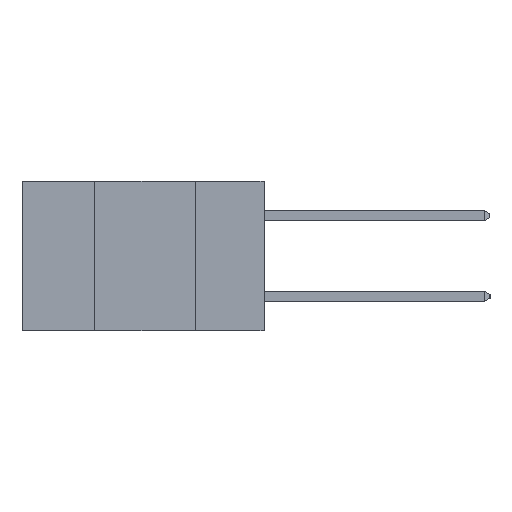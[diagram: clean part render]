
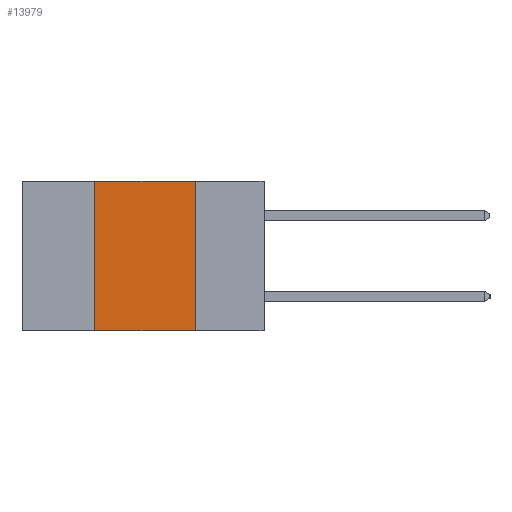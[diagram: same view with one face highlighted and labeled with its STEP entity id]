
A CAD part, left-side view. The second image highlights one B-rep face of the part: STEP entity #13979.
In plain terms, the highlighted planar face has unit normal (-1, 0, 0).
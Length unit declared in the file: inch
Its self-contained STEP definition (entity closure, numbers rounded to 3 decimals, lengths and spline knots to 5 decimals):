
#266 = DIRECTION ( 'NONE',  ( 0., 0., 1. ) ) ;
#370 = VERTEX_POINT ( 'NONE', #13973 ) ;
#1182 = CARTESIAN_POINT ( 'NONE',  ( 0., 0.6, 0. ) ) ;
#1367 = VERTEX_POINT ( 'NONE', #8068 ) ;
#1385 = VERTEX_POINT ( 'NONE', #15586 ) ;
#1638 = EDGE_LOOP ( 'NONE', ( #10888, #2607, #11376, #19879 ) ) ;
#2607 = ORIENTED_EDGE ( 'NONE', *, *, #17958, .F. ) ;
#3795 = LINE ( 'NONE', #4410, #16311 ) ;
#4410 = CARTESIAN_POINT ( 'NONE',  ( 0., 0.6, -0.37 ) ) ;
#5507 = LINE ( 'NONE', #1182, #13660 ) ;
#7249 = CARTESIAN_POINT ( 'NONE',  ( 0., 0.6, 0. ) ) ;
#7901 = DIRECTION ( 'NONE',  ( 0., -1., 0. ) ) ;
#8068 = CARTESIAN_POINT ( 'NONE',  ( 0., 0.42, -0.37 ) ) ;
#8180 = CARTESIAN_POINT ( 'NONE',  ( 0., 0.17, -0.37 ) ) ;
#8424 = VECTOR ( 'NONE', #266, 39.37008 ) ;
#8723 = AXIS2_PLACEMENT_3D ( 'NONE', #7249, #18546, #8887 ) ;
#8887 = DIRECTION ( 'NONE',  ( 0., 0., -1. ) ) ;
#8940 = CARTESIAN_POINT ( 'NONE',  ( 0., 0.17, -0.37 ) ) ;
#10888 = ORIENTED_EDGE ( 'NONE', *, *, #19015, .F. ) ;
#11376 = ORIENTED_EDGE ( 'NONE', *, *, #16873, .F. ) ;
#12715 = LINE ( 'NONE', #19806, #8424 ) ;
#12750 = VECTOR ( 'NONE', #15356, 39.37008 ) ;
#13660 = VECTOR ( 'NONE', #7901, 39.37008 ) ;
#13973 = CARTESIAN_POINT ( 'NONE',  ( 0., 0.17, 0. ) ) ;
#13979 = ADVANCED_FACE ( 'NONE', ( #20782 ), #16928, .F. ) ;
#14253 = LINE ( 'NONE', #8940, #12750 ) ;
#15356 = DIRECTION ( 'NONE',  ( 0., 0., -1. ) ) ;
#15586 = CARTESIAN_POINT ( 'NONE',  ( 0., 0.42, 0. ) ) ;
#15808 = EDGE_CURVE ( 'NONE', #1367, #15994, #3795, .T. ) ;
#15994 = VERTEX_POINT ( 'NONE', #8180 ) ;
#16311 = VECTOR ( 'NONE', #17442, 39.37008 ) ;
#16873 = EDGE_CURVE ( 'NONE', #1367, #1385, #12715, .T. ) ;
#16928 = PLANE ( 'NONE',  #8723 ) ;
#17442 = DIRECTION ( 'NONE',  ( 0., -1., 0. ) ) ;
#17958 = EDGE_CURVE ( 'NONE', #1385, #370, #5507, .T. ) ;
#18546 = DIRECTION ( 'NONE',  ( 1., 0., 0. ) ) ;
#19015 = EDGE_CURVE ( 'NONE', #370, #15994, #14253, .T. ) ;
#19806 = CARTESIAN_POINT ( 'NONE',  ( 0., 0.42, -0.37 ) ) ;
#19879 = ORIENTED_EDGE ( 'NONE', *, *, #15808, .T. ) ;
#20782 = FACE_OUTER_BOUND ( 'NONE', #1638, .T. ) ;
